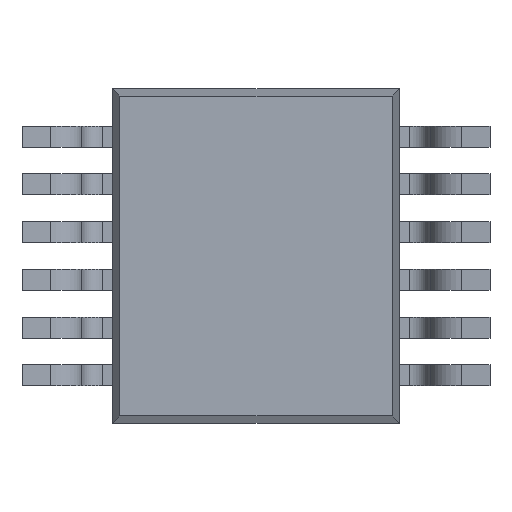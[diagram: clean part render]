
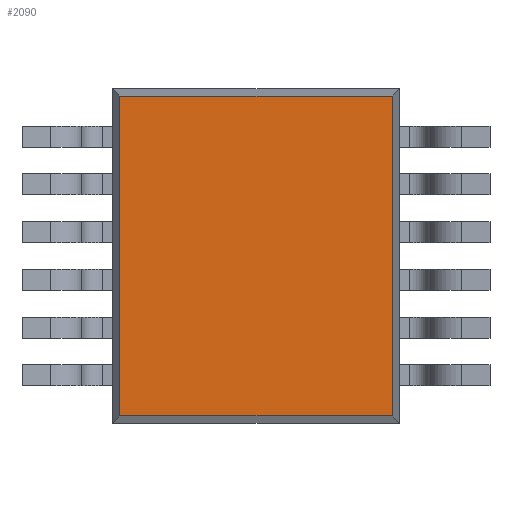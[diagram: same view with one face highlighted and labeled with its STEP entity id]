
A CAD part, front view. The second image highlights one B-rep face of the part: STEP entity #2090.
In plain terms, the highlighted planar face has unit normal (0, -1, 0).
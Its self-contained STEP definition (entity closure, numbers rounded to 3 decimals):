
#26 = DIRECTION ( 'NONE',  ( 0., 0., -1. ) ) ;
#76 = EDGE_CURVE ( 'NONE', #1860, #1443, #2019, .T. ) ;
#77 = VECTOR ( 'NONE', #2088, 1000. ) ;
#735 = VECTOR ( 'NONE', #6822, 1000. ) ;
#958 = VECTOR ( 'NONE', #26, 1000. ) ;
#1091 = ORIENTED_EDGE ( 'NONE', *, *, #7336, .T. ) ;
#1286 = PLANE ( 'NONE',  #1765 ) ;
#1443 = VERTEX_POINT ( 'NONE', #2252 ) ;
#1485 = FACE_OUTER_BOUND ( 'NONE', #6266, .T. ) ;
#1765 = AXIS2_PLACEMENT_3D ( 'NONE', #6199, #2448, #6797 ) ;
#1821 = CARTESIAN_POINT ( 'NONE',  ( 1.425, 0.1, 1.675 ) ) ;
#1860 = VERTEX_POINT ( 'NONE', #2065 ) ;
#1901 = DIRECTION ( 'NONE',  ( 0., 0., 1. ) ) ;
#1986 = CARTESIAN_POINT ( 'NONE',  ( 0., 0.1, 1.675 ) ) ;
#2019 = LINE ( 'NONE', #8062, #958 ) ;
#2065 = CARTESIAN_POINT ( 'NONE',  ( -1.425, 0.1, 1.675 ) ) ;
#2088 = DIRECTION ( 'NONE',  ( -1., 0., 0. ) ) ;
#2090 = ADVANCED_FACE ( 'NONE', ( #1485 ), #1286, .F. ) ;
#2252 = CARTESIAN_POINT ( 'NONE',  ( -1.425, 0.1, -1.675 ) ) ;
#2433 = ORIENTED_EDGE ( 'NONE', *, *, #5462, .T. ) ;
#2448 = DIRECTION ( 'NONE',  ( 0., 1., 0. ) ) ;
#2491 = CARTESIAN_POINT ( 'NONE',  ( 0., 0.1, -1.675 ) ) ;
#3782 = LINE ( 'NONE', #4993, #6616 ) ;
#3972 = LINE ( 'NONE', #1986, #77 ) ;
#4341 = VERTEX_POINT ( 'NONE', #6734 ) ;
#4993 = CARTESIAN_POINT ( 'NONE',  ( 1.425, 0.1, 0. ) ) ;
#5462 = EDGE_CURVE ( 'NONE', #1443, #4341, #6984, .T. ) ;
#6199 = CARTESIAN_POINT ( 'NONE',  ( 0., 0.1, 0. ) ) ;
#6266 = EDGE_LOOP ( 'NONE', ( #6553, #2433, #1091, #7042 ) ) ;
#6553 = ORIENTED_EDGE ( 'NONE', *, *, #76, .T. ) ;
#6616 = VECTOR ( 'NONE', #1901, 1000. ) ;
#6734 = CARTESIAN_POINT ( 'NONE',  ( 1.425, 0.1, -1.675 ) ) ;
#6797 = DIRECTION ( 'NONE',  ( 0., 0., 1. ) ) ;
#6822 = DIRECTION ( 'NONE',  ( 1., 0., 0. ) ) ;
#6984 = LINE ( 'NONE', #2491, #735 ) ;
#7042 = ORIENTED_EDGE ( 'NONE', *, *, #7797, .T. ) ;
#7336 = EDGE_CURVE ( 'NONE', #4341, #7404, #3782, .T. ) ;
#7404 = VERTEX_POINT ( 'NONE', #1821 ) ;
#7797 = EDGE_CURVE ( 'NONE', #7404, #1860, #3972, .T. ) ;
#8062 = CARTESIAN_POINT ( 'NONE',  ( -1.425, 0.1, 0. ) ) ;
